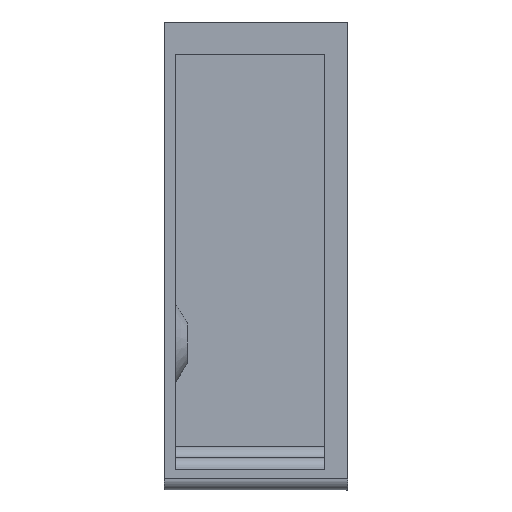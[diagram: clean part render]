
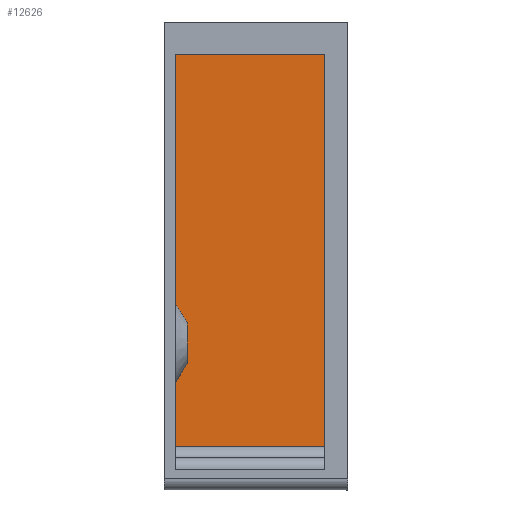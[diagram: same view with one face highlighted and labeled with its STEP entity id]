
A CAD part, front view. The second image highlights one B-rep face of the part: STEP entity #12626.
In plain terms, the highlighted planar face has unit normal (0, -1, 0).
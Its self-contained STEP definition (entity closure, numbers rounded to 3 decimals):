
#595=LINE('',#19135,#1223);
#606=LINE('',#19166,#1234);
#607=LINE('',#19623,#1235);
#608=LINE('',#19624,#1236);
#1223=VECTOR('',#15090,10.);
#1234=VECTOR('',#15113,10.);
#1235=VECTOR('',#15570,10.);
#1236=VECTOR('',#15571,10.);
#2880=FACE_OUTER_BOUND('',#3748,.T.);
#3748=EDGE_LOOP('',(#9448,#9449,#9450,#9451));
#6283=VERTEX_POINT('',#19128);
#6286=VERTEX_POINT('',#19133);
#6300=VERTEX_POINT('',#19164);
#6528=VERTEX_POINT('',#19622);
#7452=EDGE_CURVE('',#6283,#6286,#595,.T.);
#7468=EDGE_CURVE('',#6286,#6300,#606,.T.);
#7696=EDGE_CURVE('',#6528,#6300,#607,.T.);
#7697=EDGE_CURVE('',#6528,#6283,#608,.T.);
#9448=ORIENTED_EDGE('',*,*,#7452,.T.);
#9449=ORIENTED_EDGE('',*,*,#7468,.T.);
#9450=ORIENTED_EDGE('',*,*,#7696,.F.);
#9451=ORIENTED_EDGE('',*,*,#7697,.T.);
#12589=PLANE('',#13522);
#12626=ADVANCED_FACE('',(#2880),#12589,.F.);
#13522=AXIS2_PLACEMENT_3D('',#19621,#15568,#15569);
#15090=DIRECTION('',(1.,0.,0.));
#15113=DIRECTION('',(0.,0.,1.));
#15568=DIRECTION('center_axis',(0.,1.,0.));
#15569=DIRECTION('ref_axis',(0.,0.,
1.));
#15570=DIRECTION('',(1.,0.,0.));
#15571=DIRECTION('',(0.,0.,-1.));
#19128=CARTESIAN_POINT('',(-55.619,188.381,-206.5));
#19133=CARTESIAN_POINT('',(9.381,188.381,-206.5));
#19135=CARTESIAN_POINT('',(6.381,188.381,-206.5));
#19164=CARTESIAN_POINT('',(9.381,188.381,-35.5));
#19166=CARTESIAN_POINT('',(9.381,188.381,-225.5));
#19621=CARTESIAN_POINT('Origin',(3.381,188.381,-225.5));
#19622=CARTESIAN_POINT('',(-55.619,188.381,-35.5));
#19623=CARTESIAN_POINT('',(6.381,188.381,-35.5));
#19624=CARTESIAN_POINT('',(-55.619,188.381,-174.5));
